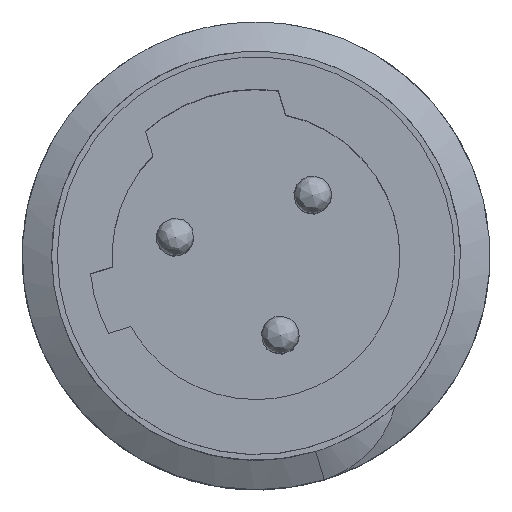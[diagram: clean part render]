
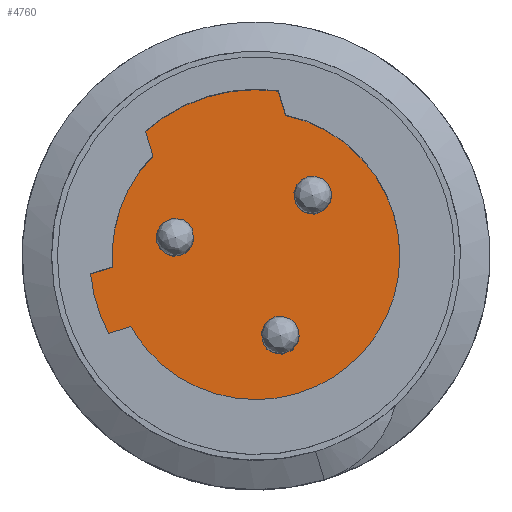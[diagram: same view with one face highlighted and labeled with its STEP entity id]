
A CAD part, top view. The second image highlights one B-rep face of the part: STEP entity #4760.
In plain terms, the highlighted free-form (B-spline) face has degree [1, 1] with [2, 2] control points.
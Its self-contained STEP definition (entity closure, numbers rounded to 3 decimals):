
#1397=CARTESIAN_POINT('',(0.586,4.361,41.1));
#1398=VERTEX_POINT('',#1397);
#1405=CARTESIAN_POINT('',(-2.921,3.291,41.1));
#1406=VERTEX_POINT('',#1405);
#1412=CARTESIAN_POINT('',(-2.921,3.291,41.1));
#1413=CARTESIAN_POINT('',(-1.413,4.629,41.1));
#1414=CARTESIAN_POINT('',(0.586,4.361,41.1));
#1415=(BOUNDED_CURVE()B_SPLINE_CURVE(2,(#1412,#1413,#1414),.CIRCULAR_ARC.,.F.,.U.)B_SPLINE_CURVE_WITH_KNOTS((3,3),(0.,1.),.UNSPECIFIED.)CURVE()GEOMETRIC_REPRESENTATION_ITEM()RATIONAL_B_SPLINE_CURVE((1.,0.909,1.))REPRESENTATION_ITEM(''));
#1416=EDGE_CURVE('',#1406,#1398,#1415,.T.);
#1427=CARTESIAN_POINT('',(0.782,3.719,41.1));
#1428=VERTEX_POINT('',#1427);
#1429=CARTESIAN_POINT('',(0.586,4.361,41.1));
#1430=CARTESIAN_POINT('',(0.782,3.719,41.1));
#1431=B_SPLINE_CURVE_WITH_KNOTS('',1,(#1429,#1430),.POLYLINE_FORM.,.F.,.U.,(2,2),(0.789,1.),.UNSPECIFIED.);
#1432=EDGE_CURVE('',#1398,#1428,#1431,.T.);
#1466=CARTESIAN_POINT('',(-3.307,-1.872,41.1));
#1467=VERTEX_POINT('',#1466);
#1468=CARTESIAN_POINT('',(0.782,3.719,41.1));
#1469=CARTESIAN_POINT('',(0.819,3.711,41.1));
#1470=CARTESIAN_POINT('',(0.857,3.702,41.1));
#1471=CARTESIAN_POINT('',(7.269,2.218,41.1));
#1472=CARTESIAN_POINT('',(2.778,-2.593,41.1));
#1473=CARTESIAN_POINT('',(-0.756,-6.379,41.1));
#1474=CARTESIAN_POINT('',(-3.307,-1.872,41.1));
#1475=(BOUNDED_CURVE()B_SPLINE_CURVE(2,(#1468,#1469,#1470,#1471,#1472,#1473,#1474),.CIRCULAR_ARC.,.F.,.U.)B_SPLINE_CURVE_WITH_KNOTS((3,2,2,3),(0.04,0.044,0.377,0.671),.UNSPECIFIED.)CURVE()GEOMETRIC_REPRESENTATION_ITEM()RATIONAL_B_SPLINE_CURVE((0.989,0.994,1.,0.5,1.,0.56,0.895))REPRESENTATION_ITEM(''));
#1476=EDGE_CURVE('',#1428,#1467,#1475,.T.);
#1493=CARTESIAN_POINT('',(-3.893,-2.051,41.1));
#1494=VERTEX_POINT('',#1493);
#1502=CARTESIAN_POINT('',(-3.307,-1.872,41.1));
#1503=CARTESIAN_POINT('',(-3.893,-2.051,41.1));
#1504=B_SPLINE_CURVE_WITH_KNOTS('',1,(#1502,#1503),.POLYLINE_FORM.,.F.,.U.,(2,2),(0.,0.246),.UNSPECIFIED.);
#1505=EDGE_CURVE('',#1467,#1494,#1504,.T.);
#1525=CARTESIAN_POINT('',(-4.375,-0.472,41.1));
#1526=VERTEX_POINT('',#1525);
#1534=CARTESIAN_POINT('',(-3.893,-2.051,41.1));
#1535=CARTESIAN_POINT('',(-4.284,-1.307,41.1));
#1536=CARTESIAN_POINT('',(-4.375,-0.472,41.1));
#1537=(BOUNDED_CURVE()B_SPLINE_CURVE(2,(#1534,#1535,#1536),.CIRCULAR_ARC.,.F.,.U.)B_SPLINE_CURVE_WITH_KNOTS((3,3),(0.,1.),.UNSPECIFIED.)CURVE()GEOMETRIC_REPRESENTATION_ITEM()RATIONAL_B_SPLINE_CURVE((1.,0.982,1.))REPRESENTATION_ITEM(''));
#1538=EDGE_CURVE('',#1494,#1526,#1537,.T.);
#1549=CARTESIAN_POINT('',(-3.789,-0.294,41.1));
#1550=VERTEX_POINT('',#1549);
#1551=CARTESIAN_POINT('',(-4.375,-0.472,41.1));
#1552=CARTESIAN_POINT('',(-3.789,-0.294,41.1));
#1553=B_SPLINE_CURVE_WITH_KNOTS('',1,(#1551,#1552),.POLYLINE_FORM.,.F.,.U.,(2,2),(0.754,1.),.UNSPECIFIED.);
#1554=EDGE_CURVE('',#1526,#1550,#1553,.T.);
#1584=CARTESIAN_POINT('',(-2.725,2.649,41.1));
#1585=VERTEX_POINT('',#1584);
#1586=CARTESIAN_POINT('',(-3.789,-0.294,41.1));
#1587=CARTESIAN_POINT('',(-3.921,1.418,41.1));
#1588=CARTESIAN_POINT('',(-2.725,2.649,41.1));
#1589=(BOUNDED_CURVE()B_SPLINE_CURVE(2,(#1586,#1587,#1588),.CIRCULAR_ARC.,.F.,.U.)B_SPLINE_CURVE_WITH_KNOTS((3,3),(0.83,0.96),.UNSPECIFIED.)CURVE()GEOMETRIC_REPRESENTATION_ITEM()RATIONAL_B_SPLINE_CURVE((0.895,0.747,0.75))REPRESENTATION_ITEM(''));
#1590=EDGE_CURVE('',#1550,#1585,#1589,.T.);
#1610=CARTESIAN_POINT('',(-2.725,2.649,41.1));
#1611=CARTESIAN_POINT('',(-2.921,3.291,41.1));
#1612=B_SPLINE_CURVE_WITH_KNOTS('',1,(#1610,#1611),.POLYLINE_FORM.,.F.,.U.,(2,2),(0.,0.211),.UNSPECIFIED.);
#1613=EDGE_CURVE('',#1585,#1406,#1612,.T.);
#4703=CARTESIAN_POINT('',(5.785,9.335,41.1));
#4704=CARTESIAN_POINT('',(10.012,-4.514,41.1));
#4705=CARTESIAN_POINT('',(-8.064,5.109,41.1));
#4706=CARTESIAN_POINT('',(-3.838,-8.741,41.1));
#4707=B_SPLINE_SURFACE_WITH_KNOTS('',1,1,((#4703,#4704),(#4705,#4706)),.PLANE_SURF.,.F.,.F.,.U.,(2,2),(2,2),(0.,1.),(0.,1.),.UNSPECIFIED.);
#4708=ORIENTED_EDGE('',*,*,#1590,.F.);
#4709=ORIENTED_EDGE('',*,*,#1554,.F.);
#4710=ORIENTED_EDGE('',*,*,#1538,.F.);
#4711=ORIENTED_EDGE('',*,*,#1505,.F.);
#4712=ORIENTED_EDGE('',*,*,#1476,.F.);
#4713=ORIENTED_EDGE('',*,*,#1432,.F.);
#4714=ORIENTED_EDGE('',*,*,#1416,.F.);
#4715=ORIENTED_EDGE('',*,*,#1613,.F.);
#4716=EDGE_LOOP('',(#4708,#4709,#4710,#4711,#4712,#4713,#4714,#4715));
#4717=FACE_OUTER_BOUND('',#4716,.T.);
#4718=CARTESIAN_POINT('',(1.117,-1.949,41.1));
#4719=VERTEX_POINT('',#4718);
#4720=CARTESIAN_POINT('',(1.117,-1.949,41.1));
#4721=CARTESIAN_POINT('',(1.37,-2.777,41.1));
#4722=CARTESIAN_POINT('',(0.527,-2.582,41.1));
#4723=CARTESIAN_POINT('',(-0.317,-2.387,41.1));
#4724=CARTESIAN_POINT('',(0.274,-1.753,41.1));
#4725=CARTESIAN_POINT('',(0.865,-1.12,41.1));
#4726=CARTESIAN_POINT('',(1.117,-1.949,41.1));
#4727=(BOUNDED_CURVE()B_SPLINE_CURVE(2,(#4720,#4721,#4722,#4723,#4724,#4725,#4726),.CIRCULAR_ARC.,.T.,.U.)B_SPLINE_CURVE_WITH_KNOTS((3,2,2,3),(0.,0.333,0.667,1.),.UNSPECIFIED.)CURVE()GEOMETRIC_REPRESENTATION_ITEM()RATIONAL_B_SPLINE_CURVE((1.,0.5,1.,0.5,1.,0.5,1.))REPRESENTATION_ITEM(''));
#4728=EDGE_CURVE('',#4719,#4719,#4727,.T.);
#4729=ORIENTED_EDGE('',*,*,#4728,.T.);
#4730=EDGE_LOOP('',(#4729));
#4731=FACE_BOUND('',#4730,.T.);
#4732=CARTESIAN_POINT('',(1.974,1.753,41.1));
#4733=VERTEX_POINT('',#4732);
#4734=CARTESIAN_POINT('',(1.974,1.753,41.1));
#4735=CARTESIAN_POINT('',(2.227,0.924,41.1));
#4736=CARTESIAN_POINT('',(1.383,1.12,41.1));
#4737=CARTESIAN_POINT('',(0.54,1.315,41.1));
#4738=CARTESIAN_POINT('',(1.131,1.948,41.1));
#4739=CARTESIAN_POINT('',(1.722,2.581,41.1));
#4740=CARTESIAN_POINT('',(1.974,1.753,41.1));
#4741=(BOUNDED_CURVE()B_SPLINE_CURVE(2,(#4734,#4735,#4736,#4737,#4738,#4739,#4740),.CIRCULAR_ARC.,.T.,.U.)B_SPLINE_CURVE_WITH_KNOTS((3,2,2,3),(0.,0.333,0.667,1.),.UNSPECIFIED.)CURVE()GEOMETRIC_REPRESENTATION_ITEM()RATIONAL_B_SPLINE_CURVE((1.,0.5,1.,0.5,1.,0.5,1.))REPRESENTATION_ITEM(''));
#4742=EDGE_CURVE('',#4733,#4733,#4741,.T.);
#4743=ORIENTED_EDGE('',*,*,#4742,.T.);
#4744=EDGE_LOOP('',(#4743));
#4745=FACE_BOUND('',#4744,.T.);
#4746=CARTESIAN_POINT('',(-2.617,0.352,41.1));
#4747=VERTEX_POINT('',#4746);
#4748=CARTESIAN_POINT('',(-2.617,0.352,41.1));
#4749=CARTESIAN_POINT('',(-2.869,1.18,41.1));
#4750=CARTESIAN_POINT('',(-2.026,0.985,41.1));
#4751=CARTESIAN_POINT('',(-1.182,0.789,41.1));
#4752=CARTESIAN_POINT('',(-1.773,0.156,41.1));
#4753=CARTESIAN_POINT('',(-2.364,-0.477,41.1));
#4754=CARTESIAN_POINT('',(-2.617,0.352,41.1));
#4755=(BOUNDED_CURVE()B_SPLINE_CURVE(2,(#4748,#4749,#4750,#4751,#4752,#4753,#4754),.CIRCULAR_ARC.,.T.,.U.)B_SPLINE_CURVE_WITH_KNOTS((3,2,2,3),(0.,0.333,0.667,1.),.UNSPECIFIED.)CURVE()GEOMETRIC_REPRESENTATION_ITEM()RATIONAL_B_SPLINE_CURVE((1.,0.5,1.,0.5,1.,0.5,1.))REPRESENTATION_ITEM(''));
#4756=EDGE_CURVE('',#4747,#4747,#4755,.T.);
#4757=ORIENTED_EDGE('',*,*,#4756,.T.);
#4758=EDGE_LOOP('',(#4757));
#4759=FACE_BOUND('',#4758,.T.);
#4760=ADVANCED_FACE('',(#4717,#4731,#4745,#4759),#4707,.T.);
